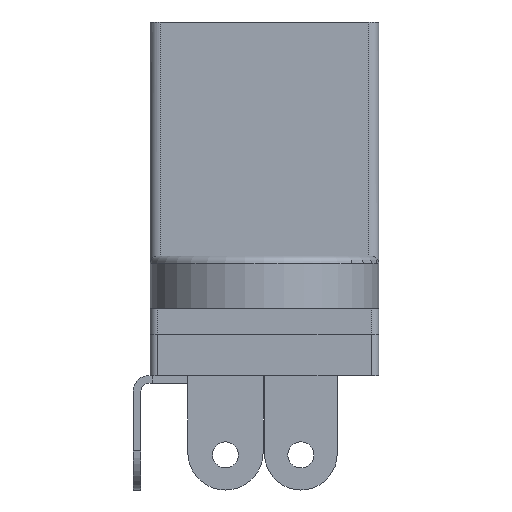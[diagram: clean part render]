
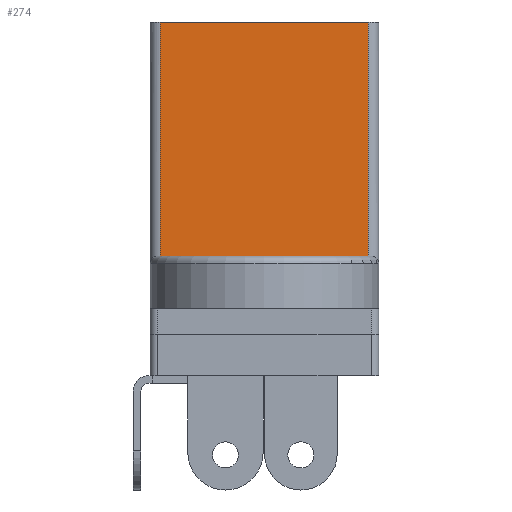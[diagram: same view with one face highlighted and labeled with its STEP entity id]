
A CAD part, front view. The second image highlights one B-rep face of the part: STEP entity #274.
In plain terms, the highlighted planar face has unit normal (0, -1, 0).
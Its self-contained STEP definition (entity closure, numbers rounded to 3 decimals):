
#274=ADVANCED_FACE('NONE',(#582),#583,.F.);
#582=FACE_OUTER_BOUND('',#911,.T.);
#583=PLANE('',#912);
#911=EDGE_LOOP('',(#1659,#1660,#1661,#1662));
#912=AXIS2_PLACEMENT_3D('',#1663,#1664,#1665);
#1659=ORIENTED_EDGE('',*,*,#2193,.T.);
#1660=ORIENTED_EDGE('',*,*,#2194,.F.);
#1661=ORIENTED_EDGE('',*,*,#2180,.F.);
#1662=ORIENTED_EDGE('',*,*,#2190,.T.);
#1663=CARTESIAN_POINT('',(-4.0,-6.9,9.0));
#1664=DIRECTION('',(0.0,1.0,0.0));
#1665=DIRECTION('',(1.0,0.0,-0.0));
#2180=EDGE_CURVE('NONE',#2672,#2674,#2675,.T.);
#2190=EDGE_CURVE('NONE',#2672,#2690,#2692,.T.);
#2193=EDGE_CURVE('NONE',#2690,#2695,#2696,.T.);
#2194=EDGE_CURVE('NONE',#2674,#2695,#2697,.T.);
#2672=VERTEX_POINT('NONE',#3313);
#2674=VERTEX_POINT('NONE',#3315);
#2675=LINE('',#3316,#3317);
#2690=VERTEX_POINT('NONE',#3342);
#2692=LINE('',#3344,#3345);
#2695=VERTEX_POINT('NONE',#3349);
#2696=LINE('',#3350,#3351);
#2697=LINE('',#3352,#3353);
#3313=CARTESIAN_POINT('',(-4.0,-6.9,9.0));
#3315=CARTESIAN_POINT('',(4.0,-6.9,9.0));
#3316=CARTESIAN_POINT('',(-4.0,-6.9,9.0));
#3317=VECTOR('',#3850,1000.0);
#3342=CARTESIAN_POINT('',(-4.0,-6.9,0.0));
#3344=CARTESIAN_POINT('',(-4.0,-6.9,9.0));
#3345=VECTOR('',#3865,1000.0);
#3349=CARTESIAN_POINT('',(4.0,-6.9,0.0));
#3350=CARTESIAN_POINT('',(-4.0,-6.9,0.0));
#3351=VECTOR('',#3867,1000.0);
#3352=CARTESIAN_POINT('',(4.0,-6.9,9.0));
#3353=VECTOR('',#3868,1000.0);
#3850=DIRECTION('',(1.0,0.0,0.0));
#3865=DIRECTION('',(-0.0,-0.0,-1.0));
#3867=DIRECTION('',(1.0,0.0,0.0));
#3868=DIRECTION('',(-0.0,-0.0,-1.0));
